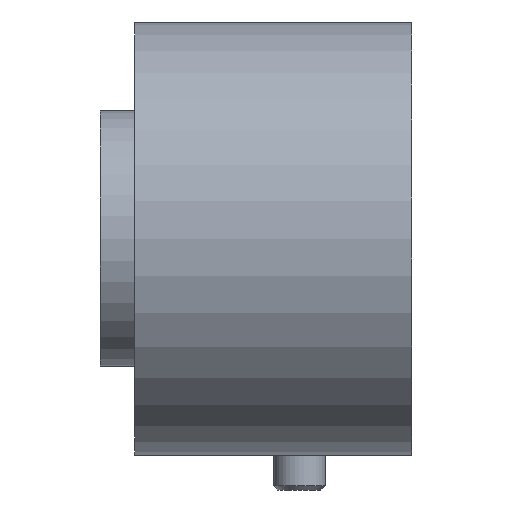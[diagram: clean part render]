
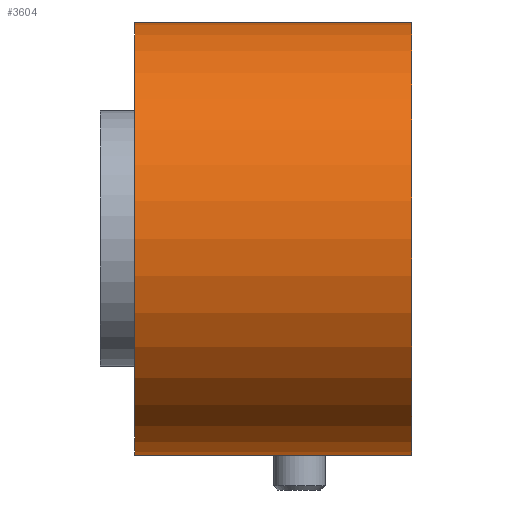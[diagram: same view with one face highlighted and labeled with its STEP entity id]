
A CAD part, left-side view. The second image highlights one B-rep face of the part: STEP entity #3604.
In plain terms, the highlighted cylindrical face has radius 12.5 mm (diameter 25 mm), a partial arc.
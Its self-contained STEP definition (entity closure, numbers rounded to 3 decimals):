
#300=FACE_OUTER_BOUND('',#530,.T.);
#530=EDGE_LOOP('',(#2826,#2827,#2828,#2829));
#710=LINE('',#5526,#992);
#781=LINE('',#5742,#1063);
#992=VECTOR('',#4346,10.);
#1063=VECTOR('',#4573,10.);
#1250=CIRCLE('',#3772,12.5);
#1263=CIRCLE('',#3797,12.5);
#1511=VERTEX_POINT('',#5483);
#1512=VERTEX_POINT('',#5484);
#1526=VERTEX_POINT('',#5525);
#1530=VERTEX_POINT('',#5546);
#1880=EDGE_CURVE('',#1511,#1512,#1250,.T.);
#1901=EDGE_CURVE('',#1526,#1512,#710,.T.);
#1912=EDGE_CURVE('',#1530,#1526,#1263,.T.);
#2009=EDGE_CURVE('',#1530,#1511,#781,.T.);
#2826=ORIENTED_EDGE('',*,*,#1912,.T.);
#2827=ORIENTED_EDGE('',*,*,#1901,.T.);
#2828=ORIENTED_EDGE('',*,*,#1880,.F.);
#2829=ORIENTED_EDGE('',*,*,#2009,.F.);
#3456=CYLINDRICAL_SURFACE('',#3912,12.5);
#3604=ADVANCED_FACE('',(#300),#3456,.T.);
#3772=AXIS2_PLACEMENT_3D('',#5485,#4304,#4305);
#3797=AXIS2_PLACEMENT_3D('',#5547,#4373,#4374);
#3912=AXIS2_PLACEMENT_3D('',#5837,#4692,#4693);
#4304=DIRECTION('center_axis',(0.,1.,0.));
#4305=DIRECTION('ref_axis',(0.,0.,-1.));
#4346=DIRECTION('',(0.,1.,0.));
#4373=DIRECTION('center_axis',(0.,1.,0.));
#4374=DIRECTION('ref_axis',(0.,0.,-1.));
#4573=DIRECTION('',(0.,1.,0.));
#4692=DIRECTION('center_axis',(0.,1.,0.));
#4693=DIRECTION('ref_axis',(0.,0.,-1.));
#5483=CARTESIAN_POINT('',(10.,16.,-2.5));
#5484=CARTESIAN_POINT('',(10.,16.,22.5));
#5485=CARTESIAN_POINT('Origin',(10.,16.,10.));
#5525=CARTESIAN_POINT('',(10.,0.,22.5));
#5526=CARTESIAN_POINT('',(10.,0.,22.5));
#5546=CARTESIAN_POINT('',(10.,0.,-2.5));
#5547=CARTESIAN_POINT('Origin',(10.,0.,10.));
#5742=CARTESIAN_POINT('',(10.,0.,-2.5));
#5837=CARTESIAN_POINT('Origin',(10.,0.,10.));
